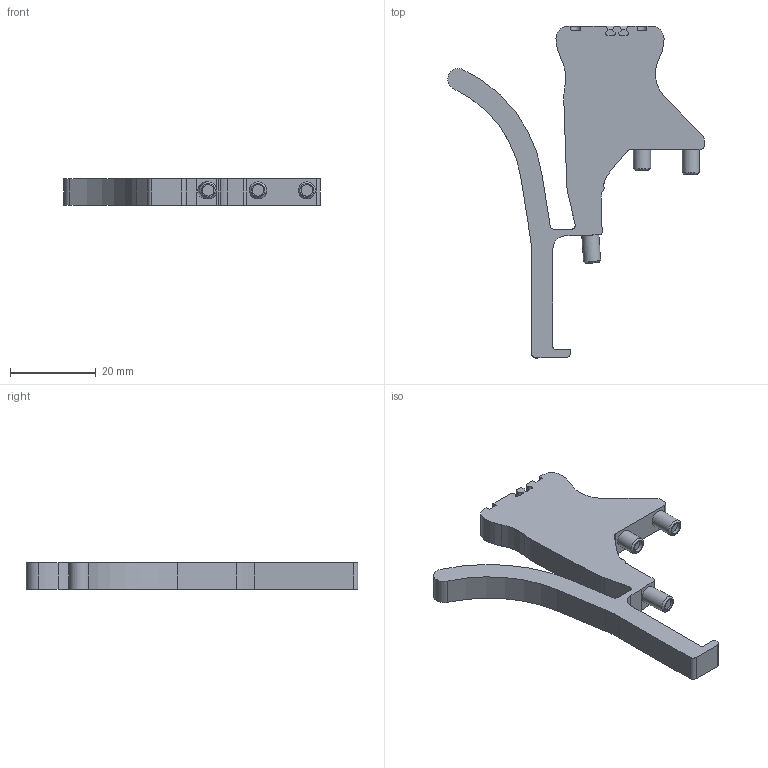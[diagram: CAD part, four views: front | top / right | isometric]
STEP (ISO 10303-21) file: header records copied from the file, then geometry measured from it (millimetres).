
FILE_DESCRIPTION(/* description */ (''),/* implementation_level */ '2;1');
FILE_NAME(/* name */ '2822_TAD6_1_S_iso.stp',/* time_stamp */ '2011-07-27T13:51:49+02:00',/* author */ (''),/* organization */ (''),/* preprocessor_version */ 'ST-DEVELOPER v11',/* originating_system */ 'SIEMENS UGS NX 6.0',/* authorisation */ '');
FILE_SCHEMA (('CONFIG_CONTROL_DESIGN'));
Length unit declared in the file: millimetre
Products named in the file (1): 2822_TAD6_1_S_iso
Bounding box: 59.94 x 77.55 x 6.09 mm (x, y, z)
Volume: 8081.7 mm3; surface area: 4854.7 mm2
Topology: 1 solids, 1 shells, 97 faces, 268 edges, 179 vertices
Faces by surface type: plane 54, cylinder 40, cone 3
Full cylindrical faces by diameter (mm): 2.7 x3, 4 x3
Entity records: 3118 total; most frequent: DIRECTION 534, CARTESIAN_POINT 528, ORIENTED_EDGE 510, EDGE_CURVE 255, AXIS2_PLACEMENT_3D 181, VERTEX_POINT 175, LINE 172, VECTOR 172
